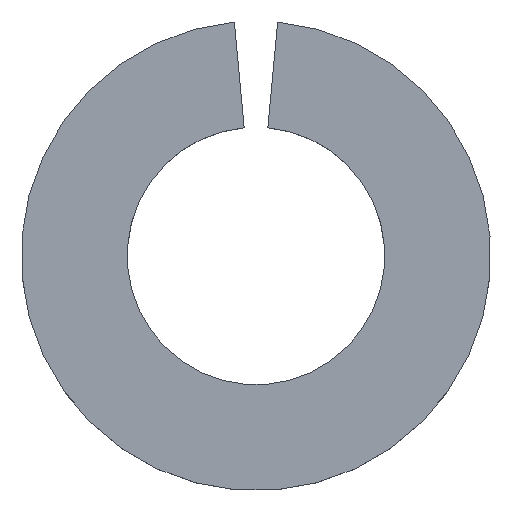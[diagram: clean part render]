
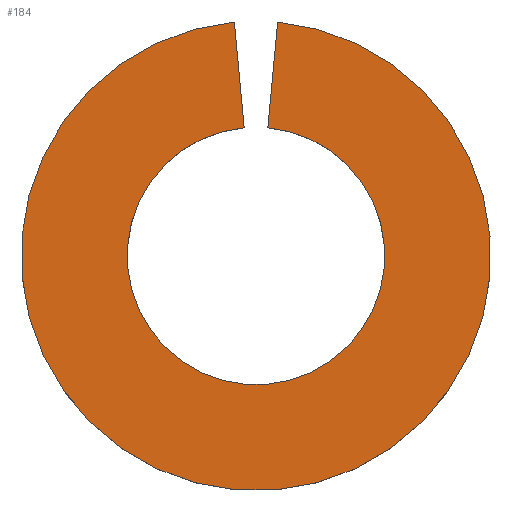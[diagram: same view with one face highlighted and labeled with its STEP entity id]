
A CAD part, top view. The second image highlights one B-rep face of the part: STEP entity #184.
In plain terms, the highlighted planar face has unit normal (0, 0, 1).
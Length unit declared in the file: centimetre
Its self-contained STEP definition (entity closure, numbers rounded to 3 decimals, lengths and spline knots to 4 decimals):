
#106=CIRCLE('',#191,0.17);
#107=CIRCLE('',#192,0.31);
#110=VERTEX_POINT('',#224);
#112=VERTEX_POINT('',#227);
#115=VERTEX_POINT('',#234);
#117=VERTEX_POINT('',#238);
#119=VECTOR('',#200,1.);
#125=VECTOR('',#207,1.);
#127=LINE('',#226,#119);
#133=LINE('',#239,#125);
#135=EDGE_CURVE('',#112,#110,#127,.T.);
#141=EDGE_CURVE('',#115,#117,#133,.T.);
#142=EDGE_CURVE('',#115,#110,#106,.T.);
#143=EDGE_CURVE('',#112,#117,#107,.T.);
#154=ORIENTED_EDGE('',*,*,#135,.T.);
#155=ORIENTED_EDGE('',*,*,#142,.F.);
#156=ORIENTED_EDGE('',*,*,#141,.T.);
#157=ORIENTED_EDGE('',*,*,#143,.F.);
#172=EDGE_LOOP('',(#154,#155,#156,#157));
#178=FACE_BOUND('',#172,.T.);
#184=ADVANCED_FACE('',(#178),#250,.T.);
#190=AXIS2_PLACEMENT_3D('',#240,#208,$);
#191=AXIS2_PLACEMENT_3D('',#241,#209,#210);
#192=AXIS2_PLACEMENT_3D('',#242,#211,#212);
#200=DIRECTION('',(-0.092,-0.996,0.));
#207=DIRECTION('',(-0.092,0.996,0.));
#208=DIRECTION('',(0.,0.,1.));
#209=DIRECTION('',(0.,0.,1.));
#210=DIRECTION('',(0.17,0.,0.));
#211=DIRECTION('',(0.,0.,-1.));
#212=DIRECTION('',(0.31,0.,0.));
#224=CARTESIAN_POINT('',(0.0156,0.1693,0.07));
#226=CARTESIAN_POINT('',(0.0088,0.0947,0.07));
#227=CARTESIAN_POINT('',(0.0285,0.3087,0.07));
#234=CARTESIAN_POINT('',(-0.0156,0.1693,0.07));
#238=CARTESIAN_POINT('',(-0.0285,0.3087,0.07));
#239=CARTESIAN_POINT('',(-0.0088,0.0947,0.07));
#240=CARTESIAN_POINT('',(0.,0.,0.07));
#241=CARTESIAN_POINT('',(0.,0.,0.07));
#242=CARTESIAN_POINT('',(0.,0.,0.07));
#250=PLANE('',#190);
